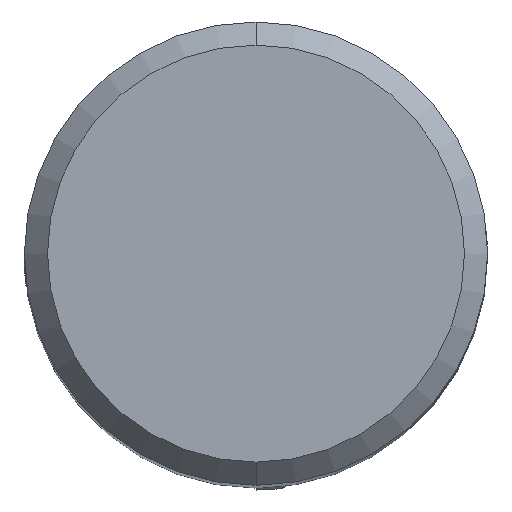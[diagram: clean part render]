
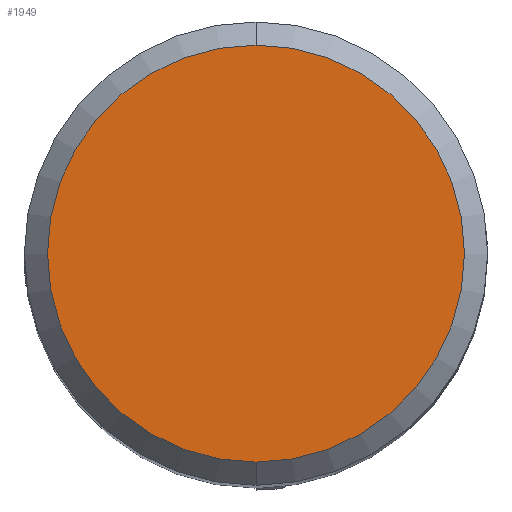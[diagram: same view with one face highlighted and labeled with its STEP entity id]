
A CAD part, top view. The second image highlights one B-rep face of the part: STEP entity #1949.
In plain terms, the highlighted planar face has unit normal (0, 0, 1).
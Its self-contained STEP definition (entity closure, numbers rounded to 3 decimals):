
#1481=VERTEX_POINT('',#2885);
#1587=EDGE_CURVE('',#1871,#1481,#2999,.T.);
#1843=EDGE_CURVE('',#1481,#1871,#3283,.T.);
#1871=VERTEX_POINT('',#3313);
#1949=ADVANCED_FACE('',(#3399),#3400,.T.);
#2885=CARTESIAN_POINT('',(0.0,5.4,0.0));
#2999=CIRCLE('',#5166,5.4);
#3283=CIRCLE('',#5642,5.4);
#3313=CARTESIAN_POINT('',(0.,-5.4,0.0));
#3399=FACE_OUTER_BOUND('',#5823,.T.);
#3400=PLANE('',#5824);
#5166=AXIS2_PLACEMENT_3D('',#7101,#7102,#7103);
#5642=AXIS2_PLACEMENT_3D('',#7458,#7459,#7460);
#5823=EDGE_LOOP('',(#7597,#7598));
#5824=AXIS2_PLACEMENT_3D('',#7599,#7600,#7601);
#7101=CARTESIAN_POINT('',(0.0,0.0,0.0));
#7102=DIRECTION('',(0.0,0.0,-1.0));
#7103=DIRECTION('',(0.0,1.0,0.0));
#7458=CARTESIAN_POINT('',(0.0,0.0,0.0));
#7459=DIRECTION('',(0.0,0.0,-1.0));
#7460=DIRECTION('',(0.0,1.0,0.0));
#7597=ORIENTED_EDGE('',*,*,#1843,.F.);
#7598=ORIENTED_EDGE('',*,*,#1587,.F.);
#7599=CARTESIAN_POINT('',(0.0,2.7,0.0));
#7600=DIRECTION('',(-0.0,0.0,1.0));
#7601=DIRECTION('',(0.0,-1.0,0.0));
